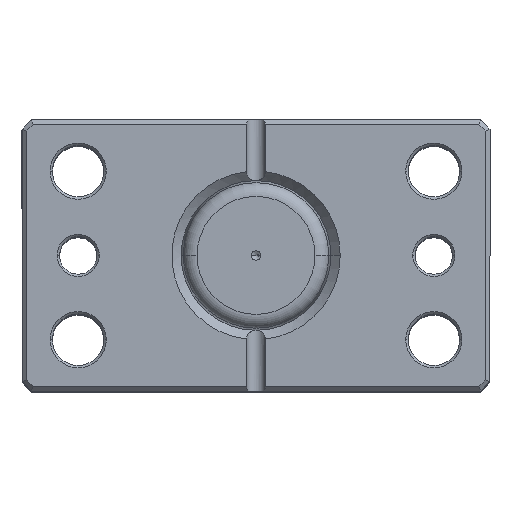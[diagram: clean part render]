
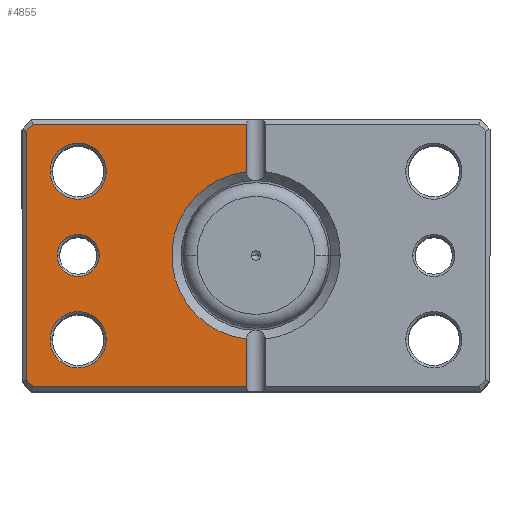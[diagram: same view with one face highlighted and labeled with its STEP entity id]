
A CAD part, top view. The second image highlights one B-rep face of the part: STEP entity #4855.
In plain terms, the highlighted face is planar.
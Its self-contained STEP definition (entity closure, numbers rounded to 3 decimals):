
#85 = EDGE_LOOP ( 'NONE', ( #2690, #5804 ) ) ;
#185 = VECTOR ( 'NONE', #5332, 1000. ) ;
#208 = ORIENTED_EDGE ( 'NONE', *, *, #3600, .T. ) ;
#237 = DIRECTION ( 'NONE',  ( 0., 0., 1. ) ) ;
#246 = CARTESIAN_POINT ( 'NONE',  ( 2., 29., 0. ) ) ;
#328 = ORIENTED_EDGE ( 'NONE', *, *, #3234, .T. ) ;
#363 = DIRECTION ( 'NONE',  ( 1., 0., 0. ) ) ;
#453 = VECTOR ( 'NONE', #5709, 1000. ) ;
#560 = EDGE_CURVE ( 'NONE', #3930, #1133, #710, .T. ) ;
#710 = CIRCLE ( 'NONE', #4372, 6. ) ;
#803 = CARTESIAN_POINT ( 'NONE',  ( 2., -17.889, 0. ) ) ;
#867 = LINE ( 'NONE', #246, #6379 ) ;
#939 = CIRCLE ( 'NONE', #2586, 18. ) ;
#984 = EDGE_CURVE ( 'NONE', #4036, #6693, #867, .T. ) ;
#1105 = AXIS2_PLACEMENT_3D ( 'NONE', #6061, #2851, #6602 ) ;
#1117 = LINE ( 'NONE', #5624, #5351 ) ;
#1118 = EDGE_CURVE ( 'NONE', #4486, #3704, #4587, .T. ) ;
#1133 = VERTEX_POINT ( 'NONE', #5130 ) ;
#1147 = CARTESIAN_POINT ( 'NONE',  ( 38., 18., 0. ) ) ;
#1154 = AXIS2_PLACEMENT_3D ( 'NONE', #6767, #3547, #363 ) ;
#1173 = CARTESIAN_POINT ( 'NONE',  ( 2., 28., 0. ) ) ;
#1284 = CARTESIAN_POINT ( 'NONE',  ( 38., -18., 0. ) ) ;
#1321 = ORIENTED_EDGE ( 'NONE', *, *, #984, .T. ) ;
#1397 = DIRECTION ( 'NONE',  ( 1., 0., 0. ) ) ;
#1486 = CARTESIAN_POINT ( 'NONE',  ( 0., -28., 0. ) ) ;
#1508 = VERTEX_POINT ( 'NONE', #5113 ) ;
#1616 = VECTOR ( 'NONE', #2920, 1000. ) ;
#1624 = CARTESIAN_POINT ( 'NONE',  ( 49., 0., 0. ) ) ;
#1677 = DIRECTION ( 'NONE',  ( 1., 0., 0. ) ) ;
#1800 = LINE ( 'NONE', #6137, #1616 ) ;
#1827 = DIRECTION ( 'NONE',  ( 1., 0., 0. ) ) ;
#1903 = CARTESIAN_POINT ( 'NONE',  ( 38., 18., 0. ) ) ;
#2173 = CARTESIAN_POINT ( 'NONE',  ( 49., 26.586, 0. ) ) ;
#2174 = VECTOR ( 'NONE', #6312, 1000. ) ;
#2226 = VERTEX_POINT ( 'NONE', #2173 ) ;
#2230 = EDGE_CURVE ( 'NONE', #5725, #4218, #6062, .T. ) ;
#2282 = EDGE_LOOP ( 'NONE', ( #208, #5826 ) ) ;
#2311 = VERTEX_POINT ( 'NONE', #3315 ) ;
#2358 = DIRECTION ( 'NONE',  ( 0., 0., 1. ) ) ;
#2429 = DIRECTION ( 'NONE',  ( 1., 0., 0. ) ) ;
#2459 = CIRCLE ( 'NONE', #1105, 4.5 ) ;
#2488 = EDGE_CURVE ( 'NONE', #1508, #2311, #4528, .T. ) ;
#2489 = ORIENTED_EDGE ( 'NONE', *, *, #2488, .T. ) ;
#2556 = ORIENTED_EDGE ( 'NONE', *, *, #4886, .T. ) ;
#2586 = AXIS2_PLACEMENT_3D ( 'NONE', #3406, #237, #3945 ) ;
#2690 = ORIENTED_EDGE ( 'NONE', *, *, #3664, .T. ) ;
#2733 = VERTEX_POINT ( 'NONE', #5572 ) ;
#2755 = AXIS2_PLACEMENT_3D ( 'NONE', #1903, #5615, #2429 ) ;
#2765 = ORIENTED_EDGE ( 'NONE', *, *, #1118, .T. ) ;
#2813 = CARTESIAN_POINT ( 'NONE',  ( 44., -18., 0. ) ) ;
#2851 = DIRECTION ( 'NONE',  ( 0., 0., 1. ) ) ;
#2907 = DIRECTION ( 'NONE',  ( 0., 0., 1. ) ) ;
#2920 = DIRECTION ( 'NONE',  ( 0.707, -0.707, 0. ) ) ;
#2957 = CARTESIAN_POINT ( 'NONE',  ( 47.586, 28., 0. ) ) ;
#3062 = ORIENTED_EDGE ( 'NONE', *, *, #4210, .T. ) ;
#3083 = DIRECTION ( 'NONE',  ( 0., 1., 0. ) ) ;
#3178 = FACE_OUTER_BOUND ( 'NONE', #4960, .T. ) ;
#3234 = EDGE_CURVE ( 'NONE', #6693, #3686, #1117, .T. ) ;
#3315 = CARTESIAN_POINT ( 'NONE',  ( 2., -28., 0. ) ) ;
#3406 = CARTESIAN_POINT ( 'NONE',  ( 0., 0., 0. ) ) ;
#3416 = LINE ( 'NONE', #4147, #6275 ) ;
#3547 = DIRECTION ( 'NONE',  ( 0., 0., 1. ) ) ;
#3580 = LINE ( 'NONE', #5736, #2174 ) ;
#3586 = AXIS2_PLACEMENT_3D ( 'NONE', #3936, #2907, #6655 ) ;
#3600 = EDGE_CURVE ( 'NONE', #1133, #3930, #6204, .T. ) ;
#3651 = VERTEX_POINT ( 'NONE', #803 ) ;
#3664 = EDGE_CURVE ( 'NONE', #4218, #5725, #4240, .T. ) ;
#3686 = VERTEX_POINT ( 'NONE', #2957 ) ;
#3704 = VERTEX_POINT ( 'NONE', #4714 ) ;
#3828 = ORIENTED_EDGE ( 'NONE', *, *, #4189, .T. ) ;
#3930 = VERTEX_POINT ( 'NONE', #2813 ) ;
#3935 = CARTESIAN_POINT ( 'NONE',  ( 2., 17.889, 0. ) ) ;
#3936 = CARTESIAN_POINT ( 'NONE',  ( 0., 0., 0. ) ) ;
#3945 = DIRECTION ( 'NONE',  ( 1., 0., 0. ) ) ;
#3960 = ORIENTED_EDGE ( 'NONE', *, *, #6573, .T. ) ;
#4036 = VERTEX_POINT ( 'NONE', #3935 ) ;
#4147 = CARTESIAN_POINT ( 'NONE',  ( 2., 29., 0. ) ) ;
#4189 = EDGE_CURVE ( 'NONE', #2733, #1508, #3580, .T. ) ;
#4210 = EDGE_CURVE ( 'NONE', #2311, #3651, #3416, .T. ) ;
#4218 = VERTEX_POINT ( 'NONE', #4686 ) ;
#4240 = CIRCLE ( 'NONE', #2755, 6. ) ;
#4372 = AXIS2_PLACEMENT_3D ( 'NONE', #1284, #4991, #1827 ) ;
#4413 = LINE ( 'NONE', #1624, #185 ) ;
#4485 = DIRECTION ( 'NONE',  ( 0., 1., 0. ) ) ;
#4486 = VERTEX_POINT ( 'NONE', #6672 ) ;
#4522 = AXIS2_PLACEMENT_3D ( 'NONE', #1147, #4841, #1677 ) ;
#4528 = LINE ( 'NONE', #1486, #453 ) ;
#4587 = CIRCLE ( 'NONE', #1154, 4.5 ) ;
#4590 = FACE_BOUND ( 'NONE', #6103, .T. ) ;
#4686 = CARTESIAN_POINT ( 'NONE',  ( 32., 18., 0. ) ) ;
#4714 = CARTESIAN_POINT ( 'NONE',  ( 33.5, 0., 0. ) ) ;
#4763 = FACE_BOUND ( 'NONE', #85, .T. ) ;
#4799 = EDGE_CURVE ( 'NONE', #3704, #4486, #2459, .T. ) ;
#4841 = DIRECTION ( 'NONE',  ( 0., 0., 1. ) ) ;
#4855 = ADVANCED_FACE ( 'NONE', ( #4590, #6051, #4763, #3178 ), #6108, .F. ) ;
#4886 = EDGE_CURVE ( 'NONE', #3686, #2226, #1800, .T. ) ;
#4960 = EDGE_LOOP ( 'NONE', ( #3062, #5266, #1321, #328, #2556, #3960, #3828, #2489 ) ) ;
#4991 = DIRECTION ( 'NONE',  ( 0., 0., 1. ) ) ;
#5113 = CARTESIAN_POINT ( 'NONE',  ( 47.586, -28., 0. ) ) ;
#5130 = CARTESIAN_POINT ( 'NONE',  ( 32., -18., 0. ) ) ;
#5266 = ORIENTED_EDGE ( 'NONE', *, *, #6260, .T. ) ;
#5332 = DIRECTION ( 'NONE',  ( 0., -1., 0. ) ) ;
#5351 = VECTOR ( 'NONE', #1397, 1000. ) ;
#5482 = ORIENTED_EDGE ( 'NONE', *, *, #4799, .T. ) ;
#5551 = CARTESIAN_POINT ( 'NONE',  ( 38., -18., 0. ) ) ;
#5572 = CARTESIAN_POINT ( 'NONE',  ( 49., -26.586, 0. ) ) ;
#5615 = DIRECTION ( 'NONE',  ( 0., 0., 1. ) ) ;
#5624 = CARTESIAN_POINT ( 'NONE',  ( 0., 28., 0. ) ) ;
#5709 = DIRECTION ( 'NONE',  ( -1., 0., 0. ) ) ;
#5725 = VERTEX_POINT ( 'NONE', #6388 ) ;
#5736 = CARTESIAN_POINT ( 'NONE',  ( 37.793, -37.793, 0. ) ) ;
#5804 = ORIENTED_EDGE ( 'NONE', *, *, #2230, .T. ) ;
#5826 = ORIENTED_EDGE ( 'NONE', *, *, #560, .T. ) ;
#6051 = FACE_BOUND ( 'NONE', #2282, .T. ) ;
#6061 = CARTESIAN_POINT ( 'NONE',  ( 38., 0., 0. ) ) ;
#6062 = CIRCLE ( 'NONE', #4522, 6. ) ;
#6097 = DIRECTION ( 'NONE',  ( 1., 0., 0. ) ) ;
#6103 = EDGE_LOOP ( 'NONE', ( #5482, #2765 ) ) ;
#6108 = PLANE ( 'NONE',  #3586 ) ;
#6126 = AXIS2_PLACEMENT_3D ( 'NONE', #5551, #2358, #6097 ) ;
#6137 = CARTESIAN_POINT ( 'NONE',  ( 37.793, 37.793, 0. ) ) ;
#6204 = CIRCLE ( 'NONE', #6126, 6. ) ;
#6260 = EDGE_CURVE ( 'NONE', #3651, #4036, #939, .T. ) ;
#6275 = VECTOR ( 'NONE', #3083, 1000. ) ;
#6312 = DIRECTION ( 'NONE',  ( -0.707, -0.707, 0. ) ) ;
#6379 = VECTOR ( 'NONE', #4485, 1000. ) ;
#6388 = CARTESIAN_POINT ( 'NONE',  ( 44., 18., 0. ) ) ;
#6573 = EDGE_CURVE ( 'NONE', #2226, #2733, #4413, .T. ) ;
#6602 = DIRECTION ( 'NONE',  ( 1., 0., 0. ) ) ;
#6655 = DIRECTION ( 'NONE',  ( 1., 0., 0. ) ) ;
#6672 = CARTESIAN_POINT ( 'NONE',  ( 42.5, 0., 0. ) ) ;
#6693 = VERTEX_POINT ( 'NONE', #1173 ) ;
#6767 = CARTESIAN_POINT ( 'NONE',  ( 38., 0., 0. ) ) ;
